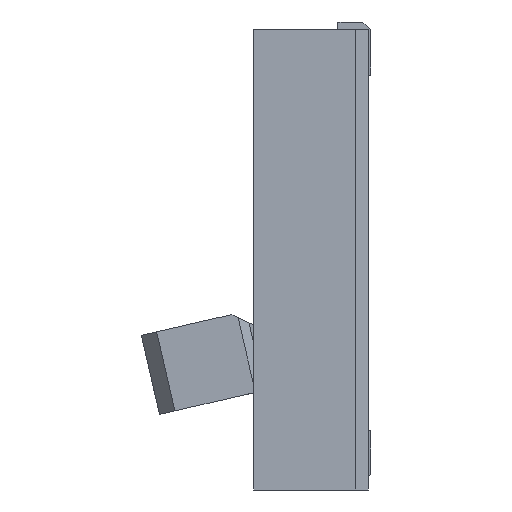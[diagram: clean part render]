
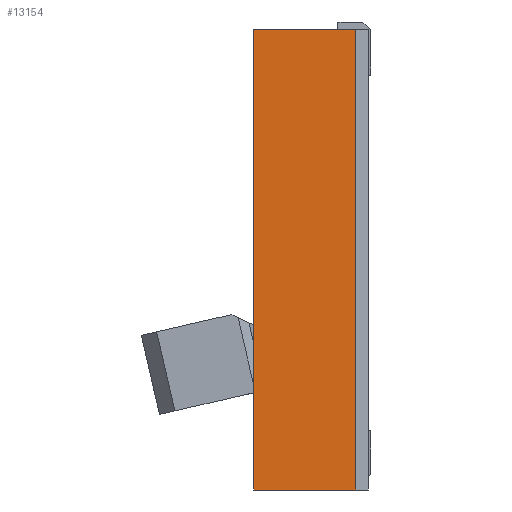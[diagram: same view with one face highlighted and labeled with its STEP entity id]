
A CAD part, left-side view. The second image highlights one B-rep face of the part: STEP entity #13154.
In plain terms, the highlighted planar face has unit normal (-1, 0, 0).
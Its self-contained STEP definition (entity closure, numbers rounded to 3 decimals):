
#59=DIRECTION('',(0.,-1.,0.));
#60=VECTOR('',#59,0.655);
#61=CARTESIAN_POINT('',(-2.4,0.735,-1.475));
#62=LINE('',#61,#60);
#870=DIRECTION('',(0.,-1.,0.));
#871=VECTOR('',#870,0.655);
#872=CARTESIAN_POINT('',(-2.4,0.735,1.475));
#873=LINE('',#872,#871);
#3996=DIRECTION('',(0.,0.,1.));
#3997=VECTOR('',#3996,2.95);
#3998=CARTESIAN_POINT('',(-2.4,0.735,-1.475));
#3999=LINE('',#3998,#3997);
#4000=DIRECTION('',(0.,0.,1.));
#4001=VECTOR('',#4000,2.95);
#4002=CARTESIAN_POINT('',(-2.4,0.08,-1.475));
#4003=LINE('',#4002,#4001);
#6765=CARTESIAN_POINT('',(-2.4,0.735,-1.475));
#6766=CARTESIAN_POINT('',(-2.4,0.08,-1.475));
#6767=VERTEX_POINT('',#6765);
#6768=VERTEX_POINT('',#6766);
#6781=CARTESIAN_POINT('',(-2.4,0.735,1.475));
#6782=CARTESIAN_POINT('',(-2.4,0.08,1.475));
#6783=VERTEX_POINT('',#6781);
#6784=VERTEX_POINT('',#6782);
#13142=CARTESIAN_POINT('',(-2.4,0.735,-1.475));
#13143=DIRECTION('',(-1.,0.,0.));
#13144=DIRECTION('',(0.,-1.,0.));
#13145=AXIS2_PLACEMENT_3D('',#13142,#13143,#13144);
#13146=PLANE('',#13145);
#13147=ORIENTED_EDGE('',*,*,#8977,.F.);
#13148=ORIENTED_EDGE('',*,*,#12941,.T.);
#13149=ORIENTED_EDGE('',*,*,#9722,.T.);
#13151=ORIENTED_EDGE('',*,*,#13150,.F.);
#13152=EDGE_LOOP('',(#13147,#13148,#13149,#13151));
#13153=FACE_OUTER_BOUND('',#13152,.F.);
#13154=ADVANCED_FACE('',(#13153),#13146,.T.);
#8977=EDGE_CURVE('',#6767,#6768,#62,.T.);
#9722=EDGE_CURVE('',#6783,#6784,#873,.T.);
#12941=EDGE_CURVE('',#6767,#6783,#3999,.T.);
#13150=EDGE_CURVE('',#6768,#6784,#4003,.T.);
